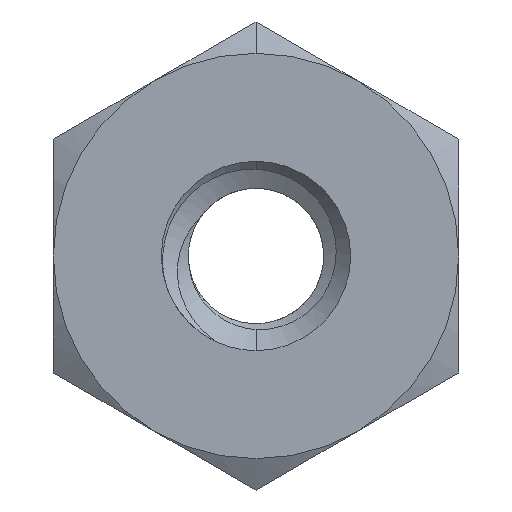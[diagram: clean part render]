
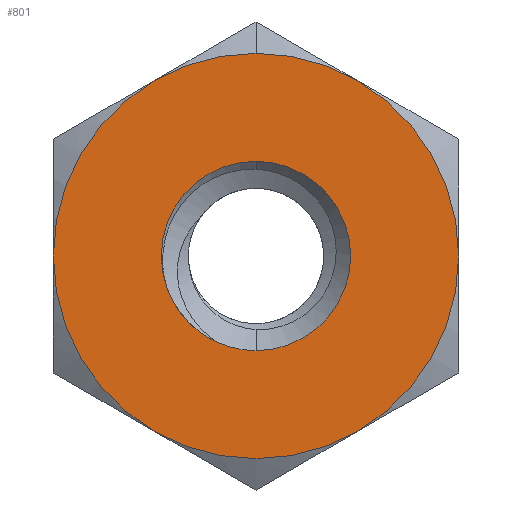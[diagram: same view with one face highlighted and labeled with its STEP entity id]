
A CAD part, front view. The second image highlights one B-rep face of the part: STEP entity #801.
In plain terms, the highlighted planar face has unit normal (0, -1, 0).
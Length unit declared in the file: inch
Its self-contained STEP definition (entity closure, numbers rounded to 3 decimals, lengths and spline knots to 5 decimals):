
#164 = DIRECTION ( 'NONE',  ( 0., 1., 0. ) ) ;
#167 = DIRECTION ( 'NONE',  ( 0., 0., 1. ) ) ;
#168 = PLANE ( 'NONE',  #752 ) ;
#170 = CARTESIAN_POINT ( 'NONE',  ( -0.07813, -0.02344, -0.04511 ) ) ;
#284 = ORIENTED_EDGE ( 'NONE', *, *, #678, .T. ) ;
#288 = ORIENTED_EDGE ( 'NONE', *, *, #711, .T. ) ;
#307 = ORIENTED_EDGE ( 'NONE', *, *, #763, .F. ) ;
#308 = ORIENTED_EDGE ( 'NONE', *, *, #737, .T. ) ;
#315 = ORIENTED_EDGE ( 'NONE', *, *, #701, .T. ) ;
#318 = ORIENTED_EDGE ( 'NONE', *, *, #691, .T. ) ;
#330 = ORIENTED_EDGE ( 'NONE', *, *, #703, .T. ) ;
#331 = ORIENTED_EDGE ( 'NONE', *, *, #620, .T. ) ;
#334 = ORIENTED_EDGE ( 'NONE', *, *, #714, .T. ) ;
#341 = ORIENTED_EDGE ( 'NONE', *, *, #736, .T. ) ;
#360 = ORIENTED_EDGE ( 'NONE', *, *, #698, .T. ) ;
#382 = DIRECTION ( 'NONE',  ( 0., 0., 1. ) ) ;
#383 = DIRECTION ( 'NONE',  ( 0., -1., 0. ) ) ;
#384 = CARTESIAN_POINT ( 'NONE',  ( 0., -0.02344, 0. ) ) ;
#388 = DIRECTION ( 'NONE',  ( 0., 0., 1. ) ) ;
#389 = DIRECTION ( 'NONE',  ( 0., -1., 0. ) ) ;
#398 = DIRECTION ( 'NONE',  ( 0., 0., 1. ) ) ;
#399 = DIRECTION ( 'NONE',  ( 0., -1., 0. ) ) ;
#401 = DIRECTION ( 'NONE',  ( 0., 0., 1. ) ) ;
#402 = DIRECTION ( 'NONE',  ( 0., 1., 0. ) ) ;
#403 = CARTESIAN_POINT ( 'NONE',  ( 0., -0.02344, 0. ) ) ;
#410 = CARTESIAN_POINT ( 'NONE',  ( 0., -0.02344, 0. ) ) ;
#411 = DIRECTION ( 'NONE',  ( 0., 0., 1. ) ) ;
#412 = DIRECTION ( 'NONE',  ( 0., 1., 0. ) ) ;
#421 = CARTESIAN_POINT ( 'NONE',  ( 0., -0.02344, 0. ) ) ;
#422 = CARTESIAN_POINT ( 'NONE',  ( 0., -0.02344, 0. ) ) ;
#620 = EDGE_CURVE ( 'NONE', #1085, #1098, #1514, .T. ) ;
#624 = AXIS2_PLACEMENT_3D ( 'NONE', #1342, #1339, #1177 ) ;
#630 = AXIS2_PLACEMENT_3D ( 'NONE', #1255, #1286, #1285 ) ;
#678 = EDGE_CURVE ( 'NONE', #1036, #1106, #1490, .T. ) ;
#691 = EDGE_CURVE ( 'NONE', #1043, #1117, #1607, .T. ) ;
#698 = EDGE_CURVE ( 'NONE', #1109, #1086, #1558, .T. ) ;
#701 = EDGE_CURVE ( 'NONE', #1098, #1109, #1379, .T. ) ;
#703 = EDGE_CURVE ( 'NONE', #1106, #934, #1526, .T. ) ;
#706 = AXIS2_PLACEMENT_3D ( 'NONE', #1206, #1207, #1123 ) ;
#711 = EDGE_CURVE ( 'NONE', #934, #1101, #1418, .T. ) ;
#714 = EDGE_CURVE ( 'NONE', #1117, #1112, #1480, .T. ) ;
#720 = AXIS2_PLACEMENT_3D ( 'NONE', #1017, #1081, #1080 ) ;
#734 = AXIS2_PLACEMENT_3D ( 'NONE', #984, #971, #970 ) ;
#735 = AXIS2_PLACEMENT_3D ( 'NONE', #410, #402, #401 ) ;
#736 = EDGE_CURVE ( 'NONE', #1112, #1036, #1498, .T. ) ;
#737 = EDGE_CURVE ( 'NONE', #1086, #1085, #1589, .T. ) ;
#739 = AXIS2_PLACEMENT_3D ( 'NONE', #384, #383, #382 ) ;
#743 = AXIS2_PLACEMENT_3D ( 'NONE', #422, #399, #398 ) ;
#748 = AXIS2_PLACEMENT_3D ( 'NONE', #403, #389, #388 ) ;
#752 = AXIS2_PLACEMENT_3D ( 'NONE', #170, #164, #167 ) ;
#761 = AXIS2_PLACEMENT_3D ( 'NONE', #925, #943, #1066 ) ;
#763 = EDGE_CURVE ( 'NONE', #1043, #1101, #1568, .T. ) ;
#782 = AXIS2_PLACEMENT_3D ( 'NONE', #421, #412, #411 ) ;
#801 = ADVANCED_FACE ( 'NONE', ( #1507, #1554 ), #168, .F. ) ;
#830 = CARTESIAN_POINT ( 'NONE',  ( -0.03448, -0.02344, -0.01198 ) ) ;
#833 = CARTESIAN_POINT ( 'NONE',  ( -0.07813, -0.02344, 0. ) ) ;
#835 = CARTESIAN_POINT ( 'NONE',  ( 0.03906, -0.02344, -0.06766 ) ) ;
#847 = CARTESIAN_POINT ( 'NONE',  ( 0., -0.02344, 0.0365 ) ) ;
#856 = CARTESIAN_POINT ( 'NONE',  ( 0., -0.02344, 0.07813 ) ) ;
#867 = CARTESIAN_POINT ( 'NONE',  ( -0.03906, -0.02344, 0.06766 ) ) ;
#870 = CARTESIAN_POINT ( 'NONE',  ( 0., -0.02344, -0.0365 ) ) ;
#875 = CARTESIAN_POINT ( 'NONE',  ( 0.07813, -0.02344, 0. ) ) ;
#876 = CARTESIAN_POINT ( 'NONE',  ( -0.0157, -0.02344, -0.03295 ) ) ;
#881 = CARTESIAN_POINT ( 'NONE',  ( -0.03906, -0.02344, -0.06766 ) ) ;
#894 = CARTESIAN_POINT ( 'NONE',  ( 0.03906, -0.02344, 0.06766 ) ) ;
#925 = CARTESIAN_POINT ( 'NONE',  ( 0., -0.02344, 0. ) ) ;
#934 = VERTEX_POINT ( 'NONE', #835 ) ;
#943 = DIRECTION ( 'NONE',  ( 0., -1., 0. ) ) ;
#970 = DIRECTION ( 'NONE',  ( 0., 0., 1. ) ) ;
#971 = DIRECTION ( 'NONE',  ( 0., -1., 0. ) ) ;
#984 = CARTESIAN_POINT ( 'NONE',  ( 0., -0.02344, 0. ) ) ;
#1017 = CARTESIAN_POINT ( 'NONE',  ( 0., -0.02344, 0. ) ) ;
#1036 = VERTEX_POINT ( 'NONE', #833 ) ;
#1043 = VERTEX_POINT ( 'NONE', #894 ) ;
#1066 = DIRECTION ( 'NONE',  ( 0., 0., 1. ) ) ;
#1080 = DIRECTION ( 'NONE',  ( 0., 0., 1. ) ) ;
#1081 = DIRECTION ( 'NONE',  ( 0., 1., 0. ) ) ;
#1085 = VERTEX_POINT ( 'NONE', #847 ) ;
#1086 = VERTEX_POINT ( 'NONE', #830 ) ;
#1098 = VERTEX_POINT ( 'NONE', #870 ) ;
#1101 = VERTEX_POINT ( 'NONE', #875 ) ;
#1106 = VERTEX_POINT ( 'NONE', #881 ) ;
#1109 = VERTEX_POINT ( 'NONE', #876 ) ;
#1112 = VERTEX_POINT ( 'NONE', #867 ) ;
#1117 = VERTEX_POINT ( 'NONE', #856 ) ;
#1123 = DIRECTION ( 'NONE',  ( 0., 0., 1. ) ) ;
#1177 = DIRECTION ( 'NONE',  ( 0., 0., 1. ) ) ;
#1206 = CARTESIAN_POINT ( 'NONE',  ( 0., -0.02344, 0. ) ) ;
#1207 = DIRECTION ( 'NONE',  ( 0., -1., 0. ) ) ;
#1255 = CARTESIAN_POINT ( 'NONE',  ( 0., -0.02344, 0. ) ) ;
#1285 = DIRECTION ( 'NONE',  ( 0., 0., 1. ) ) ;
#1286 = DIRECTION ( 'NONE',  ( 0., 1., 0. ) ) ;
#1339 = DIRECTION ( 'NONE',  ( 0., 1., 0. ) ) ;
#1342 = CARTESIAN_POINT ( 'NONE',  ( 0., -0.02344, 0. ) ) ;
#1379 = CIRCLE ( 'NONE', #735, 0.0365 ) ;
#1418 = CIRCLE ( 'NONE', #748, 0.07813 ) ;
#1443 = EDGE_LOOP ( 'NONE', ( #318, #334, #341, #284, #330, #288, #307 ) ) ;
#1480 = CIRCLE ( 'NONE', #739, 0.07813 ) ;
#1488 = EDGE_LOOP ( 'NONE', ( #308, #331, #315, #360 ) ) ;
#1490 = CIRCLE ( 'NONE', #734, 0.07813 ) ;
#1498 = CIRCLE ( 'NONE', #706, 0.07813 ) ;
#1507 = FACE_OUTER_BOUND ( 'NONE', #1443, .T. ) ;
#1514 = CIRCLE ( 'NONE', #720, 0.0365 ) ;
#1526 = CIRCLE ( 'NONE', #743, 0.07813 ) ;
#1554 = FACE_BOUND ( 'NONE', #1488, .T. ) ;
#1558 = CIRCLE ( 'NONE', #782, 0.0365 ) ;
#1568 = CIRCLE ( 'NONE', #624, 0.07813 ) ;
#1589 = CIRCLE ( 'NONE', #630, 0.0365 ) ;
#1607 = CIRCLE ( 'NONE', #761, 0.07813 ) ;
